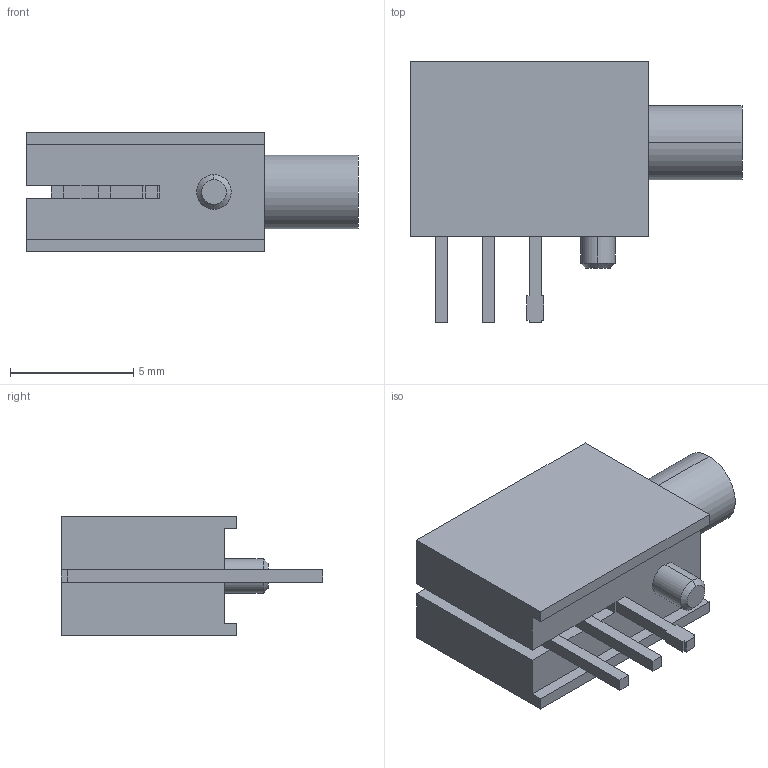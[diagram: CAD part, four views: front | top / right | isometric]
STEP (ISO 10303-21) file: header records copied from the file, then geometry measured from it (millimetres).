
FILE_DESCRIPTION (( 'STEP AP214' ), '1' );
FILE_NAME ('42WUM.STEP', '2008-08-27T15:26:42', ( '' ), ( '' ), 'SwSTEP 2.0', 'SolidWorks 2008', '' );
FILE_SCHEMA (( 'AUTOMOTIVE_DESIGN' ));
Length unit declared in the file: millimetre
Products named in the file (1): 42WUM
Bounding box: 13.46 x 10.61 x 4.83 mm (x, y, z)
Volume: 335.1 mm3; surface area: 453.2 mm2
Topology: 1 solids, 1 shells, 346 faces, 926 edges, 614 vertices
Faces by surface type: plane 221, bspline 116, cylinder 7, cone 2
Entity records: 19806 total; most frequent: CARTESIAN_POINT 8275, ORIENTED_EDGE 1852, DIRECTION 1172, EDGE_CURVE 926, VECTOR 678, LINE 678, VERTEX_POINT 614, EDGE_LOOP 378
